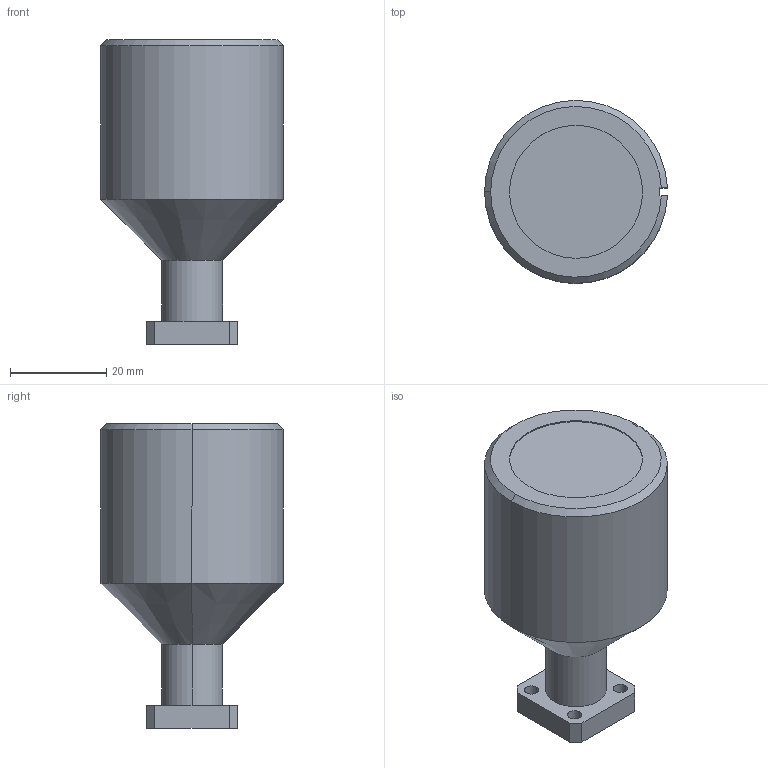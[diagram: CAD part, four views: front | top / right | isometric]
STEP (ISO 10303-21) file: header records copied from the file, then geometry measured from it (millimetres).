
FILE_DESCRIPTION (( 'STEP AP203' ), '1' );
FILE_NAME ('SAF-2434231725-328-S1.STEP', '2021-03-16T22:37:15', ( '' ), ( '' ), 'SwSTEP 2.0', 'SolidWorks 2020', '' );
FILE_SCHEMA (( 'CONFIG_CONTROL_DESIGN' ));
Length unit declared in the file: inch
Products named in the file (1): SAF-2434231725-328-S1
Bounding box: 38.08 x 38.09 x 63.5 mm (x, y, z)
Volume: 47749.5 mm3; surface area: 8165.5 mm2
Topology: 1 solids, 1 shells, 36 faces, 89 edges, 58 vertices
Faces by surface type: cylinder 16, plane 16, cone 4
Entity records: 1176 total; most frequent: CARTESIAN_POINT 202, DIRECTION 191, ORIENTED_EDGE 178, EDGE_CURVE 89, AXIS2_PLACEMENT_3D 71, VERTEX_POINT 58, VECTOR 49, LINE 49
